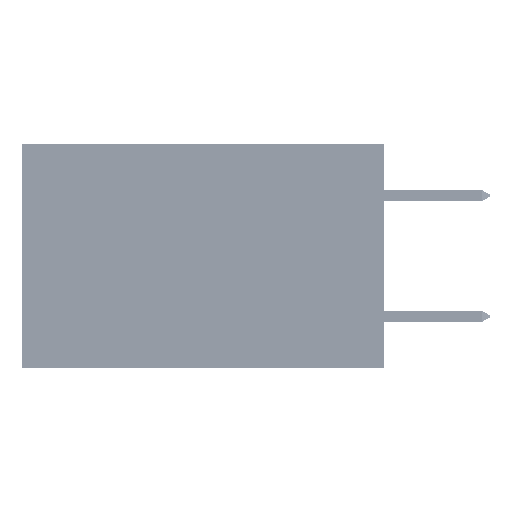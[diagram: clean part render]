
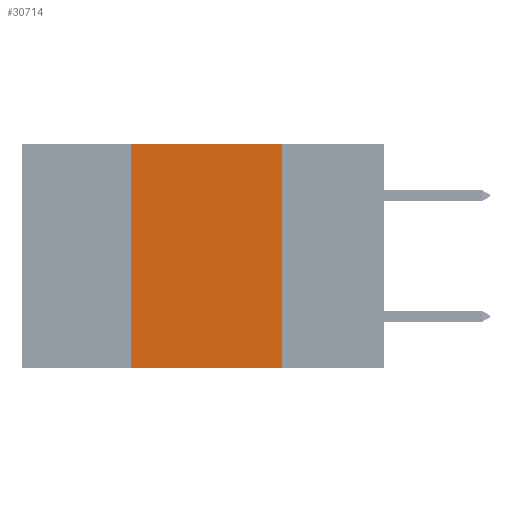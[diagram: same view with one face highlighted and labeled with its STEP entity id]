
A CAD part, left-side view. The second image highlights one B-rep face of the part: STEP entity #30714.
In plain terms, the highlighted planar face has unit normal (-1, 0, 0).
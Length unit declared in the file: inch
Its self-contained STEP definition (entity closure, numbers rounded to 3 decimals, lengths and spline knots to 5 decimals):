
#1826 = LINE ( 'NONE', #20028, #10166 ) ;
#5603 = CARTESIAN_POINT ( 'NONE',  ( 0., 0.42, 0. ) ) ;
#7172 = LINE ( 'NONE', #25612, #38567 ) ;
#7905 = LINE ( 'NONE', #29736, #47003 ) ;
#8412 = ORIENTED_EDGE ( 'NONE', *, *, #46583, .T. ) ;
#8436 = CARTESIAN_POINT ( 'NONE',  ( 0., 0.6, 0. ) ) ;
#9002 = ORIENTED_EDGE ( 'NONE', *, *, #29194, .F. ) ;
#9970 = CARTESIAN_POINT ( 'NONE',  ( 0., 0.17, -0.37 ) ) ;
#10166 = VECTOR ( 'NONE', #16402, 39.37008 ) ;
#12190 = VERTEX_POINT ( 'NONE', #5603 ) ;
#12277 = VERTEX_POINT ( 'NONE', #9970 ) ;
#14145 = DIRECTION ( 'NONE',  ( 0., -1., 0. ) ) ;
#16402 = DIRECTION ( 'NONE',  ( 0., -1., 0. ) ) ;
#17804 = AXIS2_PLACEMENT_3D ( 'NONE', #8436, #44609, #23244 ) ;
#18103 = DIRECTION ( 'NONE',  ( 0., 0., -1. ) ) ;
#19154 = CARTESIAN_POINT ( 'NONE',  ( 0., 0.42, -0.37 ) ) ;
#19367 = PLANE ( 'NONE',  #17804 ) ;
#19597 = FACE_OUTER_BOUND ( 'NONE', #28656, .T. ) ;
#20028 = CARTESIAN_POINT ( 'NONE',  ( 0., 0.6, -0.37 ) ) ;
#22273 = VERTEX_POINT ( 'NONE', #36485 ) ;
#23244 = DIRECTION ( 'NONE',  ( 0., 0., -1. ) ) ;
#23403 = LINE ( 'NONE', #38185, #47518 ) ;
#25612 = CARTESIAN_POINT ( 'NONE',  ( 0., 0.42, 0. ) ) ;
#28656 = EDGE_LOOP ( 'NONE', ( #38243, #36013, #9002, #8412 ) ) ;
#29194 = EDGE_CURVE ( 'NONE', #33920, #12190, #7172, .T. ) ;
#29736 = CARTESIAN_POINT ( 'NONE',  ( 0., 0.17, 0. ) ) ;
#30714 = ADVANCED_FACE ( 'NONE', ( #19597 ), #19367, .F. ) ;
#33920 = VERTEX_POINT ( 'NONE', #19154 ) ;
#36013 = ORIENTED_EDGE ( 'NONE', *, *, #36999, .F. ) ;
#36485 = CARTESIAN_POINT ( 'NONE',  ( 0., 0.17, 0. ) ) ;
#36999 = EDGE_CURVE ( 'NONE', #12190, #22273, #23403, .T. ) ;
#38185 = CARTESIAN_POINT ( 'NONE',  ( 0., 0.6, 0. ) ) ;
#38243 = ORIENTED_EDGE ( 'NONE', *, *, #39909, .F. ) ;
#38567 = VECTOR ( 'NONE', #40409, 39.37008 ) ;
#39909 = EDGE_CURVE ( 'NONE', #22273, #12277, #7905, .T. ) ;
#40409 = DIRECTION ( 'NONE',  ( 0., 0., 1. ) ) ;
#44609 = DIRECTION ( 'NONE',  ( 1., 0., 0. ) ) ;
#46583 = EDGE_CURVE ( 'NONE', #33920, #12277, #1826, .T. ) ;
#47003 = VECTOR ( 'NONE', #18103, 39.37008 ) ;
#47518 = VECTOR ( 'NONE', #14145, 39.37008 ) ;
